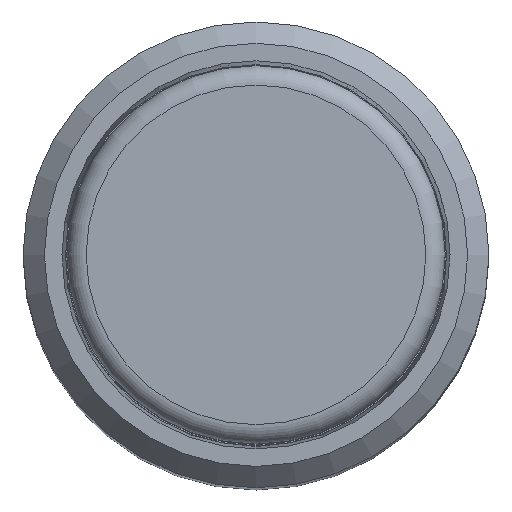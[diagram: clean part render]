
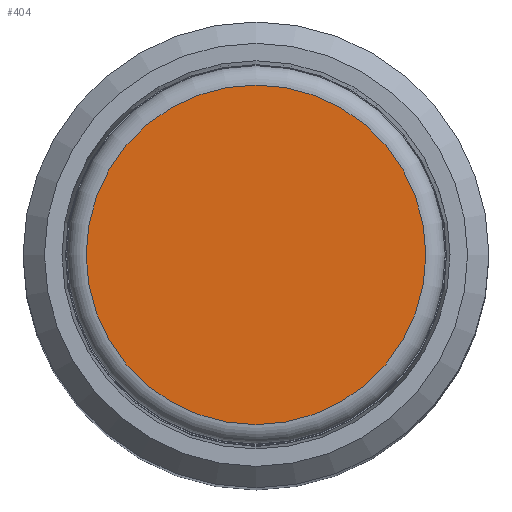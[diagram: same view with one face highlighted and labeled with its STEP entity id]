
A CAD part, top view. The second image highlights one B-rep face of the part: STEP entity #404.
In plain terms, the highlighted planar face has unit normal (0, 0, 1).
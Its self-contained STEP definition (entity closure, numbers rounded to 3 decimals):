
#74=FACE_OUTER_BOUND('',#97,.T.);
#97=EDGE_LOOP('',(#295,#296));
#125=CIRCLE('',#486,4.375);
#126=CIRCLE('',#487,4.375);
#174=VERTEX_POINT('',#732);
#175=VERTEX_POINT('',#734);
#220=EDGE_CURVE('',#174,#175,#125,.T.);
#221=EDGE_CURVE('',#175,#174,#126,.T.);
#295=ORIENTED_EDGE('',*,*,#221,.F.);
#296=ORIENTED_EDGE('',*,*,#220,.F.);
#394=PLANE('',#492);
#404=ADVANCED_FACE('',(#74),#394,.T.);
#486=AXIS2_PLACEMENT_3D('',#735,#576,#577);
#487=AXIS2_PLACEMENT_3D('',#736,#578,#579);
#492=AXIS2_PLACEMENT_3D('',#744,#589,#590);
#576=DIRECTION('center_axis',(0.,0.,-1.));
#577=DIRECTION('ref_axis',(0.,-1.,0.));
#578=DIRECTION('center_axis',(0.,0.,-1.));
#579=DIRECTION('ref_axis',(0.,-1.,0.));
#589=DIRECTION('center_axis',(0.,0.,1.));
#590=DIRECTION('ref_axis',(1.,0.,0.));
#732=CARTESIAN_POINT('',(-5.242,5.992,34.25));
#734=CARTESIAN_POINT('',(-9.617,10.367,34.25));
#735=CARTESIAN_POINT('Origin',(-9.617,5.992,34.25));
#736=CARTESIAN_POINT('Origin',(-9.617,5.992,34.25));
#744=CARTESIAN_POINT('Origin',(-9.617,10.867,34.25));
